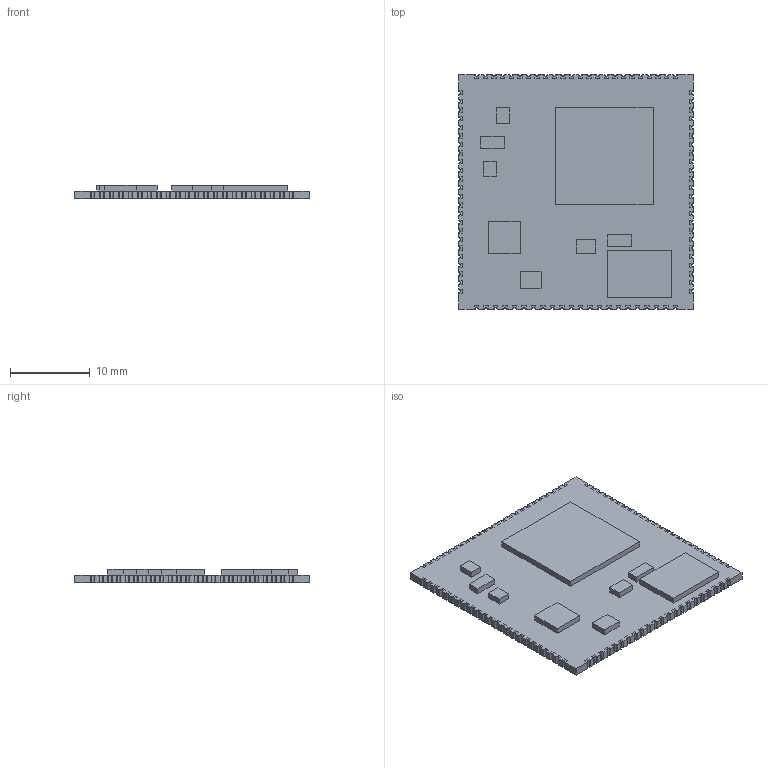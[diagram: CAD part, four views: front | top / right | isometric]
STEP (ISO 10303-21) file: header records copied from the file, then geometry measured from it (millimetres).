
FILE_DESCRIPTION(/* description */ (''),/* implementation_level */ '2;1');
FILE_NAME(/* name */ 'SSD20x-Model v1.step',/* time_stamp */ '2020-11-27T01:30:36+00:00',/* author */ (''),/* organization */ (''),/* preprocessor_version */ 'ST-DEVELOPER v18.1',/* originating_system */ 'Autodesk Translation Framework v9.3.0.1241',/* authorisation */ '');
FILE_SCHEMA (('AUTOMOTIVE_DESIGN { 1 0 10303 214 3 1 1 }'));
Length unit declared in the file: millimetre
Products named in the file (1): SSD20x-Model
Bounding box: 29.5 x 29.5 x 1.75 mm (x, y, z)
Volume: 1043.8 mm3; surface area: 2726.9 mm2
Topology: 104 solids, 104 shells, 1188 faces, 2940 edges, 1960 vertices
Faces by surface type: plane 1094, cylinder 94
Entity records: 34557 total; most frequent: CARTESIAN_POINT 6089, ORIENTED_EDGE 5880, DIRECTION 5506, EDGE_CURVE 2940, LINE 2752, VECTOR 2752, VERTEX_POINT 1960, AXIS2_PLACEMENT_3D 1377
